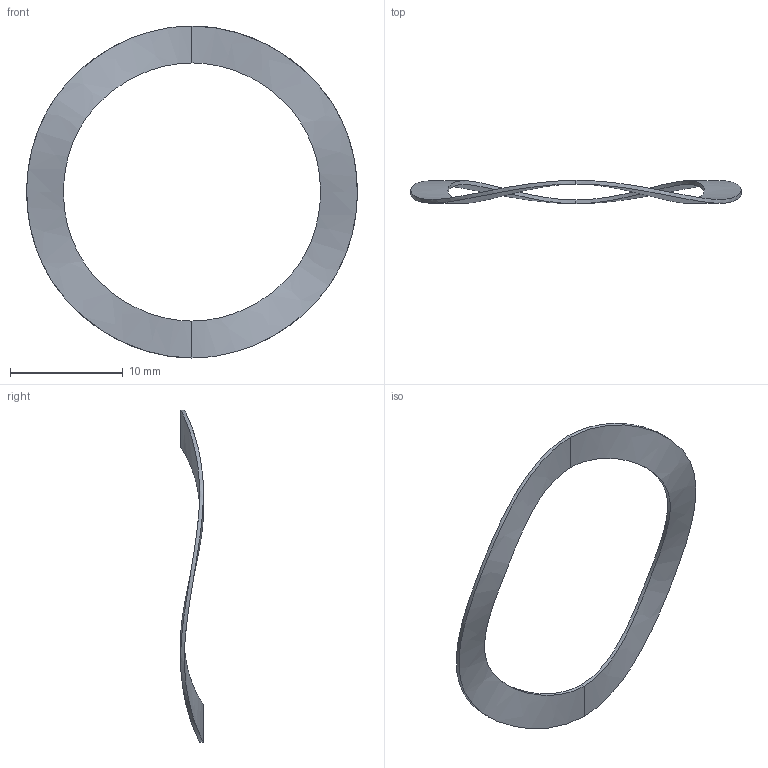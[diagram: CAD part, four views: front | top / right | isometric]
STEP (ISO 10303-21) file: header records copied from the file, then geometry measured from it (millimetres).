
FILE_DESCRIPTION(/* description */ ('Wave Disc Spring'),/* implementation_level */ '2;1');
FILE_NAME(/* name */ 'PS20017.ipt.step',/* time_stamp */ '2013-11-18T21:49:47-06:00',/* author */ ('Edward'),/* organization */ (''),/* preprocessor_version */ 'ST-DEVELOPER v15.2',/* originating_system */ 'Autodesk Inventor 2014',/* authorisation */ '');
FILE_SCHEMA (('AUTOMOTIVE_DESIGN { 1 0 10303 214 3 1 1 }'));
Length unit declared in the file: millimetre
Products named in the file (1): PS20017
Bounding box: 29.32 x 2.03 x 29.44 mm (x, y, z)
Volume: 88.5 mm3; surface area: 595.4 mm2
Topology: 1 solids, 1 shells, 8 faces, 16 edges, 8 vertices
Faces by surface type: bspline 8
Entity records: 531 total; most frequent: CARTESIAN_POINT 385, ORIENTED_EDGE 32, EDGE_CURVE 16, DIRECTION 10, FACE_OUTER_BOUND 8, EDGE_LOOP 8, LINE 8, VECTOR 8
